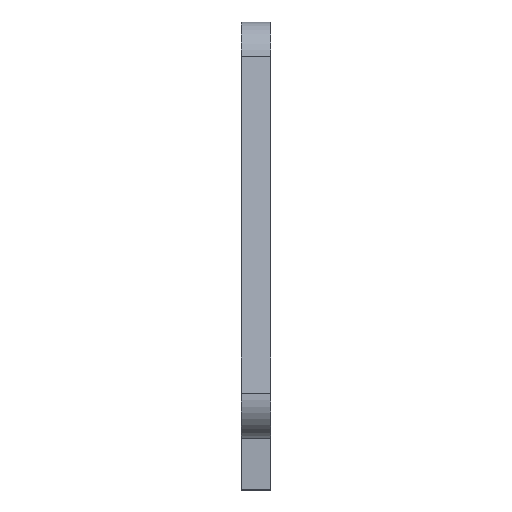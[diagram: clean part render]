
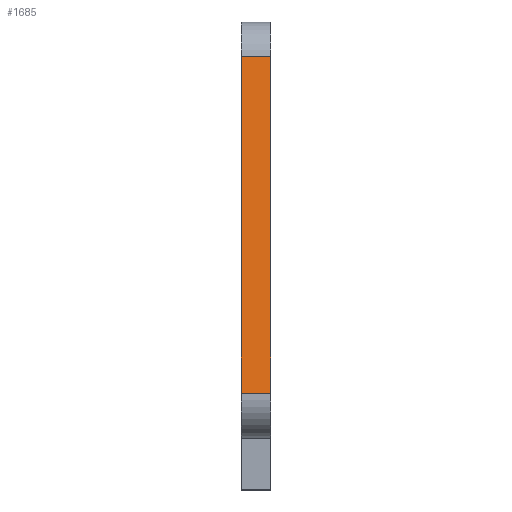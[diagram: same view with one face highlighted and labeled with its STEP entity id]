
A CAD part, left-side view. The second image highlights one B-rep face of the part: STEP entity #1685.
In plain terms, the highlighted planar face has unit normal (-0.99, 0, 0.139).
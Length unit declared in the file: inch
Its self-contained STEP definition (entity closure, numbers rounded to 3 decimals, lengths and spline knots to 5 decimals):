
#61 = VERTEX_POINT ( 'NONE', #1990 ) ;
#79 = CARTESIAN_POINT ( 'NONE',  ( -16.06365, 0.375, -3.45382 ) ) ;
#85 = AXIS2_PLACEMENT_3D ( 'NONE', #3238, #691, #1825 ) ;
#92 = VECTOR ( 'NONE', #1926, 39.37008 ) ;
#115 = PLANE ( 'NONE',  #85 ) ;
#250 = DIRECTION ( 'NONE',  ( 0., 1., 0. ) ) ;
#508 = CARTESIAN_POINT ( 'NONE',  ( -16.06365, -11.285, -3.45382 ) ) ;
#691 = DIRECTION ( 'NONE',  ( -0.99, 0., 0.139 ) ) ;
#827 = VERTEX_POINT ( 'NONE', #2198 ) ;
#972 = LINE ( 'NONE', #1527, #3530 ) ;
#1106 = DIRECTION ( 'NONE',  ( 0.139, 0., 0.99 ) ) ;
#1249 = ORIENTED_EDGE ( 'NONE', *, *, #1732, .T. ) ;
#1300 = EDGE_CURVE ( 'NONE', #827, #61, #3379, .T. ) ;
#1527 = CARTESIAN_POINT ( 'NONE',  ( -14.74976, 0.375, 5.895 ) ) ;
#1614 = EDGE_CURVE ( 'NONE', #3565, #61, #972, .T. ) ;
#1660 = CARTESIAN_POINT ( 'NONE',  ( -14.87074, 0.375, 5.03417 ) ) ;
#1685 = ADVANCED_FACE ( 'NONE', ( #2978 ), #115, .T. ) ;
#1732 = EDGE_CURVE ( 'NONE', #3108, #827, #2483, .T. ) ;
#1782 = ORIENTED_EDGE ( 'NONE', *, *, #1614, .F. ) ;
#1825 = DIRECTION ( 'NONE',  ( 0.139, 0., 0.99 ) ) ;
#1926 = DIRECTION ( 'NONE',  ( 0., -1., 0. ) ) ;
#1970 = ORIENTED_EDGE ( 'NONE', *, *, #1300, .T. ) ;
#1978 = ORIENTED_EDGE ( 'NONE', *, *, #2257, .T. ) ;
#1990 = CARTESIAN_POINT ( 'NONE',  ( -14.87074, 0.375, 5.03417 ) ) ;
#2094 = CARTESIAN_POINT ( 'NONE',  ( -16.06365, -0.375, -3.45382 ) ) ;
#2184 = CARTESIAN_POINT ( 'NONE',  ( -14.74976, -0.375, 5.895 ) ) ;
#2198 = CARTESIAN_POINT ( 'NONE',  ( -14.87074, -0.375, 5.03417 ) ) ;
#2257 = EDGE_CURVE ( 'NONE', #3565, #3108, #3391, .T. ) ;
#2483 = LINE ( 'NONE', #2184, #3363 ) ;
#2965 = DIRECTION ( 'NONE',  ( 0.139, 0., 0.99 ) ) ;
#2978 = FACE_OUTER_BOUND ( 'NONE', #3099, .T. ) ;
#3099 = EDGE_LOOP ( 'NONE', ( #1782, #1978, #1249, #1970 ) ) ;
#3108 = VERTEX_POINT ( 'NONE', #2094 ) ;
#3238 = CARTESIAN_POINT ( 'NONE',  ( -14.74976, -11.285, 5.895 ) ) ;
#3363 = VECTOR ( 'NONE', #1106, 39.37008 ) ;
#3379 = LINE ( 'NONE', #1660, #3413 ) ;
#3391 = LINE ( 'NONE', #508, #92 ) ;
#3413 = VECTOR ( 'NONE', #250, 39.37008 ) ;
#3530 = VECTOR ( 'NONE', #2965, 39.37008 ) ;
#3565 = VERTEX_POINT ( 'NONE', #79 ) ;
